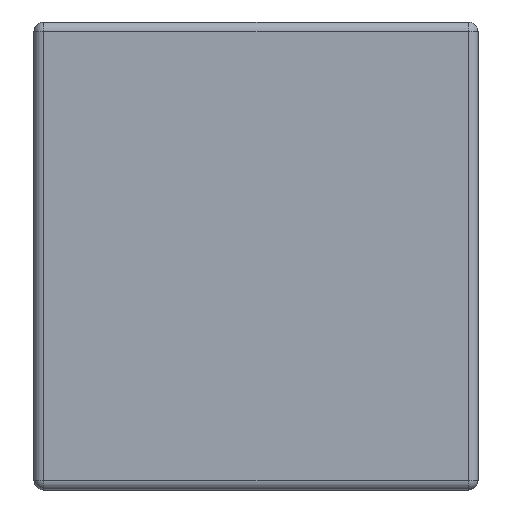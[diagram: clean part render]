
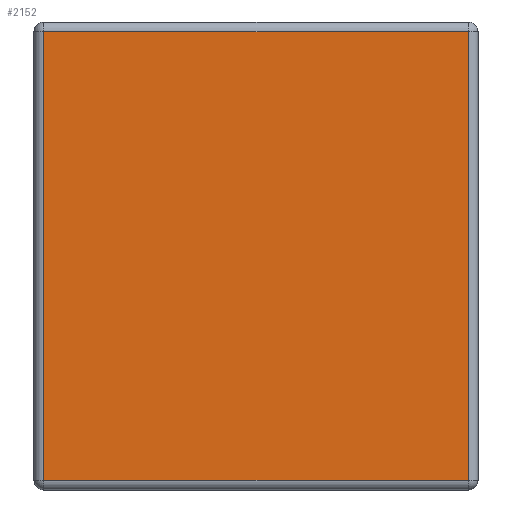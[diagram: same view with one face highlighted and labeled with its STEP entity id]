
A CAD part, left-side view. The second image highlights one B-rep face of the part: STEP entity #2152.
In plain terms, the highlighted planar face has unit normal (-1, 0, 0).
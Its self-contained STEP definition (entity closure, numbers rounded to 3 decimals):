
#250 = CARTESIAN_POINT ( 'NONE',  ( 0., 0.041, -1.909 ) ) ;
#414 = FACE_OUTER_BOUND ( 'NONE', #2957, .T. ) ;
#463 = DIRECTION ( 'NONE',  ( -1., 0., 0. ) ) ;
#967 = AXIS2_PLACEMENT_3D ( 'NONE', #1515, #463, #3344 ) ;
#1151 = CARTESIAN_POINT ( 'NONE',  ( 0., 1.85, -0.041 ) ) ;
#1169 = DIRECTION ( 'NONE',  ( 0., 0., 1. ) ) ;
#1249 = VECTOR ( 'NONE', #1398, 1000. ) ;
#1398 = DIRECTION ( 'NONE',  ( 0., 0., -1. ) ) ;
#1485 = LINE ( 'NONE', #1151, #2109 ) ;
#1515 = CARTESIAN_POINT ( 'NONE',  ( 0., 0., 0. ) ) ;
#1688 = VERTEX_POINT ( 'NONE', #250 ) ;
#1726 = CARTESIAN_POINT ( 'NONE',  ( 0., 0., -1.909 ) ) ;
#1863 = ORIENTED_EDGE ( 'NONE', *, *, #2559, .T. ) ;
#1870 = CARTESIAN_POINT ( 'NONE',  ( 0., 0.041, 0. ) ) ;
#1912 = DIRECTION ( 'NONE',  ( 0., 1., 0. ) ) ;
#2109 = VECTOR ( 'NONE', #1912, 1000. ) ;
#2117 = CARTESIAN_POINT ( 'NONE',  ( 0., 1.809, -1.95 ) ) ;
#2152 = ADVANCED_FACE ( 'NONE', ( #414 ), #2278, .T. ) ;
#2179 = EDGE_CURVE ( 'NONE', #1688, #3744, #3013, .T. ) ;
#2278 = PLANE ( 'NONE',  #967 ) ;
#2347 = CARTESIAN_POINT ( 'NONE',  ( 0., 0.041, -0.041 ) ) ;
#2559 = EDGE_CURVE ( 'NONE', #3372, #4369, #2855, .T. ) ;
#2620 = ORIENTED_EDGE ( 'NONE', *, *, #4361, .T. ) ;
#2855 = LINE ( 'NONE', #2117, #1249 ) ;
#2912 = LINE ( 'NONE', #1726, #3302 ) ;
#2957 = EDGE_LOOP ( 'NONE', ( #2620, #2986, #4229, #1863 ) ) ;
#2986 = ORIENTED_EDGE ( 'NONE', *, *, #2179, .T. ) ;
#3013 = LINE ( 'NONE', #1870, #3350 ) ;
#3259 = CARTESIAN_POINT ( 'NONE',  ( 0., 1.809, -0.041 ) ) ;
#3302 = VECTOR ( 'NONE', #4242, 1000. ) ;
#3344 = DIRECTION ( 'NONE',  ( 0., 0., 1. ) ) ;
#3350 = VECTOR ( 'NONE', #1169, 1000. ) ;
#3372 = VERTEX_POINT ( 'NONE', #3259 ) ;
#3744 = VERTEX_POINT ( 'NONE', #2347 ) ;
#3860 = CARTESIAN_POINT ( 'NONE',  ( 0., 1.809, -1.909 ) ) ;
#4229 = ORIENTED_EDGE ( 'NONE', *, *, #4585, .T. ) ;
#4242 = DIRECTION ( 'NONE',  ( 0., -1., 0. ) ) ;
#4361 = EDGE_CURVE ( 'NONE', #4369, #1688, #2912, .T. ) ;
#4369 = VERTEX_POINT ( 'NONE', #3860 ) ;
#4585 = EDGE_CURVE ( 'NONE', #3744, #3372, #1485, .T. ) ;
